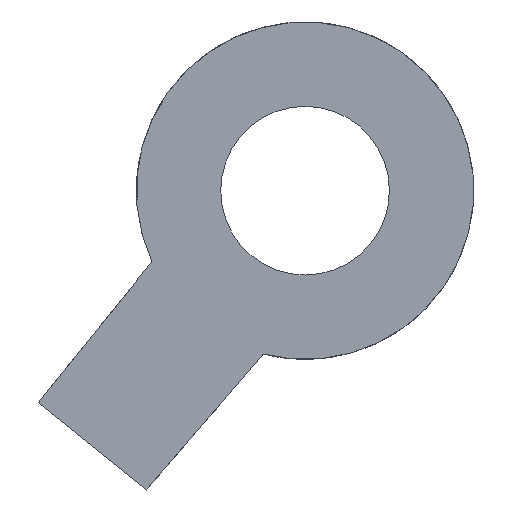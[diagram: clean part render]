
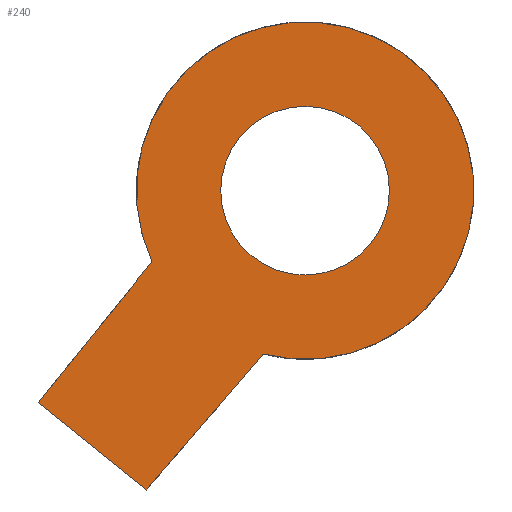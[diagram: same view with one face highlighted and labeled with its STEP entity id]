
A CAD part, front view. The second image highlights one B-rep face of the part: STEP entity #240.
In plain terms, the highlighted planar face has unit normal (0, -1, 0).
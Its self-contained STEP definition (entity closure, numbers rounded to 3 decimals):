
#17=FACE_BOUND('',#89,.T.);
#25=LINE('',#423,#41);
#30=LINE('',#440,#46);
#36=LINE('',#461,#52);
#37=LINE('',#463,#53);
#38=LINE('',#465,#54);
#41=VECTOR('',#296,10.);
#46=VECTOR('',#315,10.);
#52=VECTOR('',#339,10.);
#53=VECTOR('',#342,10.);
#54=VECTOR('',#345,10.);
#61=PLANE('',#279);
#74=FACE_OUTER_BOUND('',#88,.T.);
#88=EDGE_LOOP('',(#218,#219,#220,#221,#222,#223,#224,#225));
#89=EDGE_LOOP('',(#226));
#100=CIRCLE('',#263,2.5);
#101=CIRCLE('',#266,5.671);
#102=CIRCLE('',#269,5.);
#104=CIRCLE('',#273,5.);
#115=VERTEX_POINT('',#420);
#116=VERTEX_POINT('',#422);
#118=VERTEX_POINT('',#428);
#119=VERTEX_POINT('',#433);
#120=VERTEX_POINT('',#435);
#121=VERTEX_POINT('',#439);
#125=VERTEX_POINT('',#453);
#126=VERTEX_POINT('',#457);
#127=VERTEX_POINT('',#459);
#139=EDGE_CURVE('',#115,#116,#25,.T.);
#143=EDGE_CURVE('',#118,#118,#100,.T.);
#145=EDGE_CURVE('',#120,#119,#101,.T.);
#147=EDGE_CURVE('',#121,#120,#30,.T.);
#149=EDGE_CURVE('',#115,#121,#102,.T.);
#154=EDGE_CURVE('',#125,#116,#104,.T.);
#158=EDGE_CURVE('',#127,#126,#36,.T.);
#159=EDGE_CURVE('',#119,#126,#37,.T.);
#160=EDGE_CURVE('',#125,#127,#38,.T.);
#218=ORIENTED_EDGE('',*,*,#139,.F.);
#219=ORIENTED_EDGE('',*,*,#149,.T.);
#220=ORIENTED_EDGE('',*,*,#147,.T.);
#221=ORIENTED_EDGE('',*,*,#145,.T.);
#222=ORIENTED_EDGE('',*,*,#159,.T.);
#223=ORIENTED_EDGE('',*,*,#158,.F.);
#224=ORIENTED_EDGE('',*,*,#160,.F.);
#225=ORIENTED_EDGE('',*,*,#154,.T.);
#226=ORIENTED_EDGE('',*,*,#143,.T.);
#240=ADVANCED_FACE('',(#74,#17),#61,.F.);
#263=AXIS2_PLACEMENT_3D('',#430,#303,#304);
#266=AXIS2_PLACEMENT_3D('',#436,#310,#311);
#269=AXIS2_PLACEMENT_3D('',#443,#319,#320);
#273=AXIS2_PLACEMENT_3D('',#454,#330,#331);
#279=AXIS2_PLACEMENT_3D('',#466,#346,#347);
#296=DIRECTION('',(-0.652,0.,-0.759));
#303=DIRECTION('center_axis',(0.,1.,0.));
#304=DIRECTION('ref_axis',(1.,0.,0.002));
#310=DIRECTION('center_axis',(0.,-1.,0.));
#311=DIRECTION('ref_axis',(-1.,0.,-0.002));
#315=DIRECTION('',(-0.628,0.,-0.778));
#319=DIRECTION('center_axis',(0.,-1.,0.));
#320=DIRECTION('ref_axis',(1.,0.,0.002));
#330=DIRECTION('center_axis',(0.,1.,0.));
#331=DIRECTION('ref_axis',(-0.249,0.,-0.969));
#339=DIRECTION('',(-0.778,0.,0.628));
#342=DIRECTION('',(-0.628,0.,-0.778));
#345=DIRECTION('',(-0.652,0.,-0.759));
#346=DIRECTION('center_axis',(0.,1.,0.));
#347=DIRECTION('ref_axis',(-1.,0.,0.));
#420=CARTESIAN_POINT('',(226.867,-34.453,-524.171));
#422=CARTESIAN_POINT('',(226.864,-34.453,-524.174));
#423=CARTESIAN_POINT('',(226.867,-34.453,-524.171));
#428=CARTESIAN_POINT('',(225.611,-34.453,-519.334));
#430=CARTESIAN_POINT('Origin',(228.111,-34.453,-519.328));
#433=CARTESIAN_POINT('',(223.111,-34.453,-522.007));
#435=CARTESIAN_POINT('',(223.11,-34.453,-522.005));
#436=CARTESIAN_POINT('Origin',(228.111,-34.453,-519.332));
#439=CARTESIAN_POINT('',(223.574,-34.453,-521.429));
#440=CARTESIAN_POINT('',(223.574,-34.453,-521.429));
#443=CARTESIAN_POINT('Origin',(228.111,-34.453,-519.328));
#453=CARTESIAN_POINT('',(226.867,-34.453,-524.175));
#454=CARTESIAN_POINT('Origin',(228.111,-34.453,-519.332));
#457=CARTESIAN_POINT('',(220.203,-34.453,-525.612));
#459=CARTESIAN_POINT('',(223.409,-34.453,-528.199));
#461=CARTESIAN_POINT('',(223.409,-34.453,-528.199));
#463=CARTESIAN_POINT('',(223.574,-34.453,-521.433));
#465=CARTESIAN_POINT('',(226.867,-34.453,-524.175));
#466=CARTESIAN_POINT('Origin',(223.535,-34.453,-524.816));
